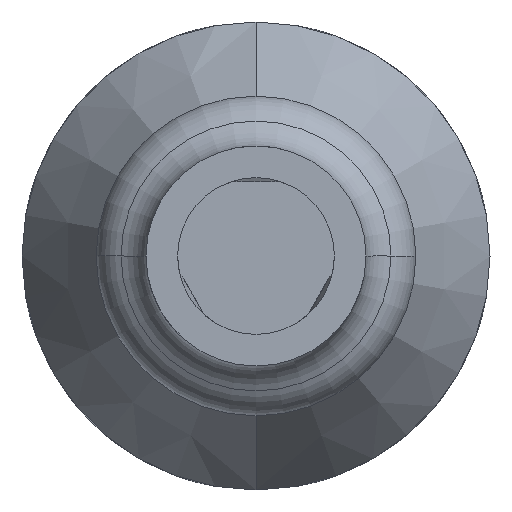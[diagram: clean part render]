
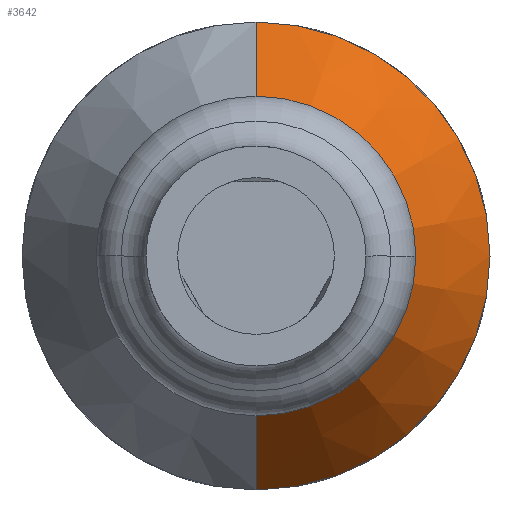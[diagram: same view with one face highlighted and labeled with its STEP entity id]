
A CAD part, front view. The second image highlights one B-rep face of the part: STEP entity #3642.
In plain terms, the highlighted conical face has half-angle 30 degrees and reference radius 0.45 mm.
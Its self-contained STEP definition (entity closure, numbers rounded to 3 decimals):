
#137 = ORIENTED_EDGE ( 'NONE', *, *, #6174, .F. ) ;
#220 = EDGE_CURVE ( 'NONE', #3843, #943, #252, .T. ) ;
#252 = LINE ( 'NONE', #1213, #5673 ) ;
#423 = AXIS2_PLACEMENT_3D ( 'NONE', #6143, #1883, #7337 ) ;
#433 = DIRECTION ( 'NONE',  ( 0., 0., 1. ) ) ;
#477 = ORIENTED_EDGE ( 'NONE', *, *, #1963, .F. ) ;
#607 = DIRECTION ( 'NONE',  ( 0., 0.866, -0.5 ) ) ;
#765 = EDGE_LOOP ( 'NONE', ( #5860, #6592, #137, #477 ) ) ;
#943 = VERTEX_POINT ( 'NONE', #6366 ) ;
#1213 = CARTESIAN_POINT ( 'NONE',  ( 0., 6.4, -0.45 ) ) ;
#1238 = CARTESIAN_POINT ( 'NONE',  ( 0., 6.4, -0.45 ) ) ;
#1595 = CARTESIAN_POINT ( 'NONE',  ( 0., 6.4, 0. ) ) ;
#1688 = CARTESIAN_POINT ( 'NONE',  ( 0., 6.4, 0.45 ) ) ;
#1749 = CARTESIAN_POINT ( 'NONE',  ( 0., 7.353, 1. ) ) ;
#1775 = DIRECTION ( 'NONE',  ( 0., 0., 1. ) ) ;
#1867 = EDGE_CURVE ( 'Defeature ausgef�hrt1_58+Defeature ausgef�hrt1_43+Defeature ausgef�hrt1_43+Defeature ausgef�hrt1_43', #7042, #3843, #6034, .T. ) ;
#1883 = DIRECTION ( 'NONE',  ( 0., 1., 0. ) ) ;
#1963 = EDGE_CURVE ( 'NONE', #7042, #4232, #4266, .T. ) ;
#1977 = FACE_OUTER_BOUND ( 'NONE', #765, .T. ) ;
#2986 = AXIS2_PLACEMENT_3D ( 'NONE', #1595, #4009, #433 ) ;
#3642 = ADVANCED_FACE ( 'Defeature ausgef�hrt1_58', ( #1977 ), #6573, .T. ) ;
#3843 = VERTEX_POINT ( 'NONE', #1238 ) ;
#4009 = DIRECTION ( 'NONE',  ( 0., 1., 0. ) ) ;
#4066 = VECTOR ( 'NONE', #4686, 1000. ) ;
#4133 = DIRECTION ( 'NONE',  ( 0., 1., 0. ) ) ;
#4232 = VERTEX_POINT ( 'NONE', #1749 ) ;
#4266 = LINE ( 'NONE', #7132, #4066 ) ;
#4359 = AXIS2_PLACEMENT_3D ( 'NONE', #5354, #4133, #1775 ) ;
#4686 = DIRECTION ( 'NONE',  ( 0., 0.866, 0.5 ) ) ;
#5354 = CARTESIAN_POINT ( 'NONE',  ( 0., 6.4, 0. ) ) ;
#5673 = VECTOR ( 'NONE', #607, 1000. ) ;
#5860 = ORIENTED_EDGE ( 'NONE', *, *, #1867, .T. ) ;
#6034 = CIRCLE ( 'NONE', #4359, 0.45 ) ;
#6131 = CIRCLE ( 'NONE', #423, 1. ) ;
#6143 = CARTESIAN_POINT ( 'NONE',  ( 0., 7.353, 0. ) ) ;
#6174 = EDGE_CURVE ( 'Defeature ausgef�hrt1_59+Defeature ausgef�hrt1_58+Defeature ausgef�hrt1_58+Defeature ausgef�hrt1_58', #4232, #943, #6131, .T. ) ;
#6366 = CARTESIAN_POINT ( 'NONE',  ( 0., 7.353, -1. ) ) ;
#6573 = CONICAL_SURFACE ( 'NONE', #2986, 0.45, 0.524 ) ;
#6592 = ORIENTED_EDGE ( 'NONE', *, *, #220, .T. ) ;
#7042 = VERTEX_POINT ( 'NONE', #1688 ) ;
#7132 = CARTESIAN_POINT ( 'NONE',  ( 0., 6.4, 0.45 ) ) ;
#7337 = DIRECTION ( 'NONE',  ( 0., 0., 1. ) ) ;
